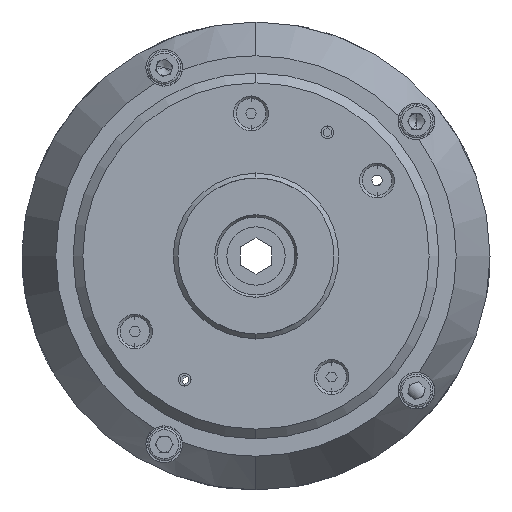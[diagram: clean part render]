
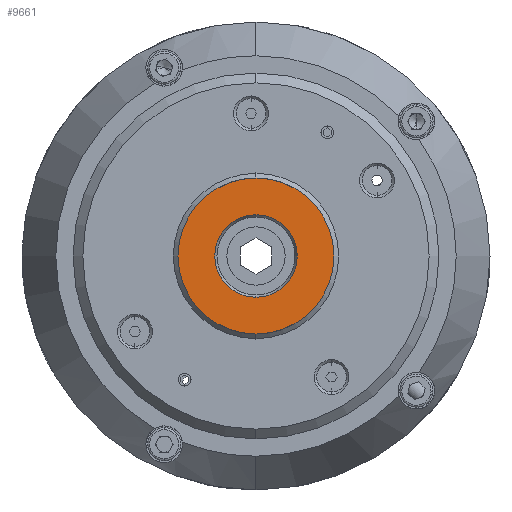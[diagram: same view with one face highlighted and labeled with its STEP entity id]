
A CAD part, left-side view. The second image highlights one B-rep face of the part: STEP entity #9661.
In plain terms, the highlighted planar face has unit normal (-1, 0, 0).
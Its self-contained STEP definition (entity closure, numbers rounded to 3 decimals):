
#784 = DIRECTION ( 'NONE',  ( 0., 0., 1. ) ) ;
#1370 = EDGE_CURVE ( 'NONE', #27961, #32626, #31038, .T. ) ;
#1851 = EDGE_CURVE ( 'NONE', #32626, #27961, #32338, .T. ) ;
#2071 = EDGE_CURVE ( 'NONE', #13387, #24426, #11685, .T. ) ;
#2111 = EDGE_CURVE ( 'NONE', #24426, #13387, #18930, .T. ) ;
#3715 = CARTESIAN_POINT ( 'NONE',  ( 0., 0., 20. ) ) ;
#6844 = FACE_OUTER_BOUND ( 'NONE', #31755, .T. ) ;
#7745 = ORIENTED_EDGE ( 'NONE', *, *, #1370, .T. ) ;
#9661 = ADVANCED_FACE ( 'NONE', ( #14559, #6844 ), #30019, .F. ) ;
#9674 = DIRECTION ( 'NONE',  ( 0., 0., -1. ) ) ;
#11685 = CIRCLE ( 'NONE', #28449, 10.577 ) ;
#12910 = CARTESIAN_POINT ( 'NONE',  ( 0., 0., 0. ) ) ;
#13387 = VERTEX_POINT ( 'NONE', #28011 ) ;
#14559 = FACE_BOUND ( 'NONE', #26119, .T. ) ;
#15160 = ORIENTED_EDGE ( 'NONE', *, *, #2111, .T. ) ;
#15702 = ORIENTED_EDGE ( 'NONE', *, *, #1851, .T. ) ;
#16067 = CARTESIAN_POINT ( 'NONE',  ( 0., 0., -10.577 ) ) ;
#17066 = CARTESIAN_POINT ( 'NONE',  ( 0., 0., 0. ) ) ;
#18930 = CIRCLE ( 'NONE', #28600, 10.577 ) ;
#20435 = DIRECTION ( 'NONE',  ( 1., 0., 0. ) ) ;
#22474 = AXIS2_PLACEMENT_3D ( 'NONE', #32530, #32718, #32754 ) ;
#22901 = DIRECTION ( 'NONE',  ( 1., 0., 0. ) ) ;
#24426 = VERTEX_POINT ( 'NONE', #16067 ) ;
#25991 = AXIS2_PLACEMENT_3D ( 'NONE', #12910, #26531, #28322 ) ;
#26119 = EDGE_LOOP ( 'NONE', ( #33111, #15160 ) ) ;
#26531 = DIRECTION ( 'NONE',  ( -1., 0., 0. ) ) ;
#27284 = AXIS2_PLACEMENT_3D ( 'NONE', #17066, #33056, #784 ) ;
#27602 = DIRECTION ( 'NONE',  ( 0., 0., -1. ) ) ;
#27866 = CARTESIAN_POINT ( 'NONE',  ( 0., 0., 0. ) ) ;
#27961 = VERTEX_POINT ( 'NONE', #30619 ) ;
#28011 = CARTESIAN_POINT ( 'NONE',  ( 0., 0., 10.577 ) ) ;
#28322 = DIRECTION ( 'NONE',  ( 0., 0., 1. ) ) ;
#28449 = AXIS2_PLACEMENT_3D ( 'NONE', #32789, #22901, #27602 ) ;
#28600 = AXIS2_PLACEMENT_3D ( 'NONE', #27866, #20435, #9674 ) ;
#30019 = PLANE ( 'NONE',  #22474 ) ;
#30619 = CARTESIAN_POINT ( 'NONE',  ( 0., 0., -20. ) ) ;
#31038 = CIRCLE ( 'NONE', #25991, 20. ) ;
#31755 = EDGE_LOOP ( 'NONE', ( #15702, #7745 ) ) ;
#32338 = CIRCLE ( 'NONE', #27284, 20. ) ;
#32530 = CARTESIAN_POINT ( 'NONE',  ( 0., 0., 0. ) ) ;
#32626 = VERTEX_POINT ( 'NONE', #3715 ) ;
#32718 = DIRECTION ( 'NONE',  ( 1., 0., 0. ) ) ;
#32754 = DIRECTION ( 'NONE',  ( 0., 0., -1. ) ) ;
#32789 = CARTESIAN_POINT ( 'NONE',  ( 0., 0., 0. ) ) ;
#33056 = DIRECTION ( 'NONE',  ( -1., 0., 0. ) ) ;
#33111 = ORIENTED_EDGE ( 'NONE', *, *, #2071, .T. ) ;
